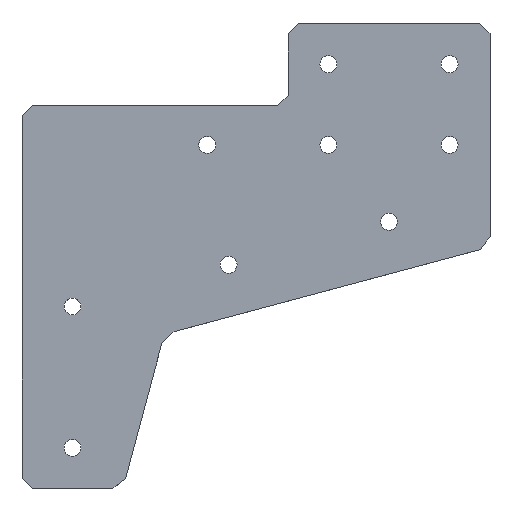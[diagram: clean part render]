
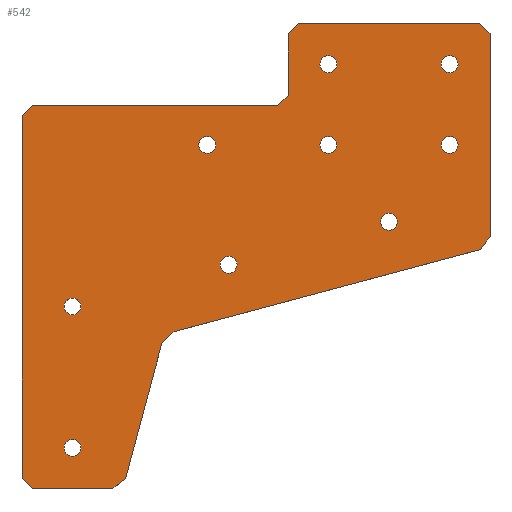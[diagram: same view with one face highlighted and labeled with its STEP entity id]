
A CAD part, top view. The second image highlights one B-rep face of the part: STEP entity #542.
In plain terms, the highlighted planar face has unit normal (0, 0, 1).
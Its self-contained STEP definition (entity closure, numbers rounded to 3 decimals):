
#15=FACE_BOUND('',#82,.T.);
#16=FACE_BOUND('',#83,.T.);
#17=FACE_BOUND('',#84,.T.);
#18=FACE_BOUND('',#85,.T.);
#19=FACE_BOUND('',#86,.T.);
#20=FACE_BOUND('',#87,.T.);
#21=FACE_BOUND('',#88,.T.);
#22=FACE_BOUND('',#89,.T.);
#23=FACE_BOUND('',#90,.T.);
#35=PLANE('',#585);
#54=FACE_OUTER_BOUND('',#81,.T.);
#81=EDGE_LOOP('',(#392,#393,#394,#395,#396,#397,#398,#399,#400,#401,#402,
#403,#404,#405,#406,#407));
#82=EDGE_LOOP('',(#408));
#83=EDGE_LOOP('',(#409));
#84=EDGE_LOOP('',(#410));
#85=EDGE_LOOP('',(#411));
#86=EDGE_LOOP('',(#412));
#87=EDGE_LOOP('',(#413));
#88=EDGE_LOOP('',(#414));
#89=EDGE_LOOP('',(#415));
#90=EDGE_LOOP('',(#416));
#124=LINE('',#784,#181);
#128=LINE('',#792,#185);
#131=LINE('',#798,#188);
#132=LINE('',#800,#189);
#133=LINE('',#802,#190);
#134=LINE('',#804,#191);
#135=LINE('',#806,#192);
#136=LINE('',#808,#193);
#137=LINE('',#810,#194);
#138=LINE('',#812,#195);
#139=LINE('',#814,#196);
#140=LINE('',#816,#197);
#141=LINE('',#818,#198);
#142=LINE('',#820,#199);
#143=LINE('',#822,#200);
#144=LINE('',#823,#201);
#181=VECTOR('',#636,10.);
#185=VECTOR('',#642,10.);
#188=VECTOR('',#647,10.);
#189=VECTOR('',#648,10.);
#190=VECTOR('',#649,10.);
#191=VECTOR('',#650,10.);
#192=VECTOR('',#651,10.);
#193=VECTOR('',#652,10.);
#194=VECTOR('',#653,10.);
#195=VECTOR('',#654,10.);
#196=VECTOR('',#655,10.);
#197=VECTOR('',#656,10.);
#198=VECTOR('',#657,10.);
#199=VECTOR('',#658,10.);
#200=VECTOR('',#659,10.);
#201=VECTOR('',#660,10.);
#237=CIRCLE('',#581,2.1);
#239=CIRCLE('',#586,2.1);
#240=CIRCLE('',#587,2.1);
#241=CIRCLE('',#588,2.1);
#242=CIRCLE('',#589,2.1);
#243=CIRCLE('',#590,2.1);
#244=CIRCLE('',#591,2.1);
#245=CIRCLE('',#592,2.1);
#246=CIRCLE('',#593,2.1);
#255=VERTEX_POINT('',#776);
#257=VERTEX_POINT('',#782);
#258=VERTEX_POINT('',#783);
#261=VERTEX_POINT('',#791);
#263=VERTEX_POINT('',#797);
#264=VERTEX_POINT('',#799);
#265=VERTEX_POINT('',#801);
#266=VERTEX_POINT('',#803);
#267=VERTEX_POINT('',#805);
#268=VERTEX_POINT('',#807);
#269=VERTEX_POINT('',#809);
#270=VERTEX_POINT('',#811);
#271=VERTEX_POINT('',#813);
#272=VERTEX_POINT('',#815);
#273=VERTEX_POINT('',#817);
#274=VERTEX_POINT('',#819);
#275=VERTEX_POINT('',#821);
#276=VERTEX_POINT('',#824);
#277=VERTEX_POINT('',#826);
#278=VERTEX_POINT('',#828);
#279=VERTEX_POINT('',#830);
#280=VERTEX_POINT('',#832);
#281=VERTEX_POINT('',#834);
#282=VERTEX_POINT('',#836);
#283=VERTEX_POINT('',#838);
#305=EDGE_CURVE('',#255,#255,#237,.T.);
#308=EDGE_CURVE('',#257,#258,#124,.T.);
#312=EDGE_CURVE('',#261,#258,#128,.T.);
#315=EDGE_CURVE('',#257,#263,#131,.T.);
#316=EDGE_CURVE('',#264,#263,#132,.T.);
#317=EDGE_CURVE('',#264,#265,#133,.T.);
#318=EDGE_CURVE('',#266,#265,#134,.T.);
#319=EDGE_CURVE('',#266,#267,#135,.T.);
#320=EDGE_CURVE('',#268,#267,#136,.T.);
#321=EDGE_CURVE('',#268,#269,#137,.T.);
#322=EDGE_CURVE('',#270,#269,#138,.T.);
#323=EDGE_CURVE('',#270,#271,#139,.T.);
#324=EDGE_CURVE('',#272,#271,#140,.T.);
#325=EDGE_CURVE('',#272,#273,#141,.T.);
#326=EDGE_CURVE('',#274,#273,#142,.T.);
#327=EDGE_CURVE('',#274,#275,#143,.T.);
#328=EDGE_CURVE('',#261,#275,#144,.T.);
#329=EDGE_CURVE('',#276,#276,#239,.T.);
#330=EDGE_CURVE('',#277,#277,#240,.T.);
#331=EDGE_CURVE('',#278,#278,#241,.T.);
#332=EDGE_CURVE('',#279,#279,#242,.T.);
#333=EDGE_CURVE('',#280,#280,#243,.T.);
#334=EDGE_CURVE('',#281,#281,#244,.T.);
#335=EDGE_CURVE('',#282,#282,#245,.T.);
#336=EDGE_CURVE('',#283,#283,#246,.T.);
#392=ORIENTED_EDGE('',*,*,#308,.F.);
#393=ORIENTED_EDGE('',*,*,#315,.T.);
#394=ORIENTED_EDGE('',*,*,#316,.F.);
#395=ORIENTED_EDGE('',*,*,#317,.T.);
#396=ORIENTED_EDGE('',*,*,#318,.F.);
#397=ORIENTED_EDGE('',*,*,#319,.T.);
#398=ORIENTED_EDGE('',*,*,#320,.F.);
#399=ORIENTED_EDGE('',*,*,#321,.T.);
#400=ORIENTED_EDGE('',*,*,#322,.F.);
#401=ORIENTED_EDGE('',*,*,#323,.T.);
#402=ORIENTED_EDGE('',*,*,#324,.F.);
#403=ORIENTED_EDGE('',*,*,#325,.T.);
#404=ORIENTED_EDGE('',*,*,#326,.F.);
#405=ORIENTED_EDGE('',*,*,#327,.T.);
#406=ORIENTED_EDGE('',*,*,#328,.F.);
#407=ORIENTED_EDGE('',*,*,#312,.T.);
#408=ORIENTED_EDGE('',*,*,#305,.T.);
#409=ORIENTED_EDGE('',*,*,#329,.T.);
#410=ORIENTED_EDGE('',*,*,#330,.T.);
#411=ORIENTED_EDGE('',*,*,#331,.T.);
#412=ORIENTED_EDGE('',*,*,#332,.T.);
#413=ORIENTED_EDGE('',*,*,#333,.T.);
#414=ORIENTED_EDGE('',*,*,#334,.T.);
#415=ORIENTED_EDGE('',*,*,#335,.T.);
#416=ORIENTED_EDGE('',*,*,#336,.T.);
#542=ADVANCED_FACE('',(#54,#15,#16,#17,#18,#19,#20,#21,#22,#23),#35,.T.);
#581=AXIS2_PLACEMENT_3D('',#777,#629,#630);
#585=AXIS2_PLACEMENT_3D('',#796,#645,#646);
#586=AXIS2_PLACEMENT_3D('',#825,#661,#662);
#587=AXIS2_PLACEMENT_3D('',#827,#663,#664);
#588=AXIS2_PLACEMENT_3D('',#829,#665,#666);
#589=AXIS2_PLACEMENT_3D('',#831,#667,#668);
#590=AXIS2_PLACEMENT_3D('',#833,#669,#670);
#591=AXIS2_PLACEMENT_3D('',#835,#671,#672);
#592=AXIS2_PLACEMENT_3D('',#837,#673,#674);
#593=AXIS2_PLACEMENT_3D('',#839,#675,#676);
#629=DIRECTION('center_axis',(0.,0.,-1.));
#630=DIRECTION('ref_axis',(1.,0.,0.));
#636=DIRECTION('',(0.707,0.707,0.));
#642=DIRECTION('',(-1.,0.,0.));
#645=DIRECTION('center_axis',(0.,0.,1.));
#646=DIRECTION('ref_axis',(1.,0.,0.));
#647=DIRECTION('',(0.,-1.,0.));
#648=DIRECTION('',(-0.707,0.707,0.));
#649=DIRECTION('',(1.,0.,0.));
#650=DIRECTION('',(-0.793,-0.609,0.));
#651=DIRECTION('',(0.259,0.966,0.));
#652=DIRECTION('',(-0.707,-0.707,0.));
#653=DIRECTION('',(0.966,0.259,0.));
#654=DIRECTION('',(-0.609,-0.793,0.));
#655=DIRECTION('',(0.,1.,0.));
#656=DIRECTION('',(0.707,-0.707,0.));
#657=DIRECTION('',(-1.,0.,0.));
#658=DIRECTION('',(0.707,0.707,0.));
#659=DIRECTION('',(0.,-1.,0.));
#660=DIRECTION('',(0.707,0.707,0.));
#661=DIRECTION('center_axis',(0.,0.,-1.));
#662=DIRECTION('ref_axis',(1.,0.,0.));
#663=DIRECTION('center_axis',(0.,0.,-1.));
#664=DIRECTION('ref_axis',(1.,0.,0.));
#665=DIRECTION('center_axis',(0.,0.,-1.));
#666=DIRECTION('ref_axis',(1.,0.,0.));
#667=DIRECTION('center_axis',(0.,0.,-1.));
#668=DIRECTION('ref_axis',(1.,0.,0.));
#669=DIRECTION('center_axis',(0.,0.,-1.));
#670=DIRECTION('ref_axis',(1.,0.,0.));
#671=DIRECTION('center_axis',(0.,0.,-1.));
#672=DIRECTION('ref_axis',(1.,0.,0.));
#673=DIRECTION('center_axis',(0.,0.,-1.));
#674=DIRECTION('ref_axis',(1.,0.,0.));
#675=DIRECTION('center_axis',(0.,0.,-1.));
#676=DIRECTION('ref_axis',(1.,0.,0.));
#776=CARTESIAN_POINT('',(95.763,18.398,677.5));
#777=CARTESIAN_POINT('Origin',(97.863,18.398,677.5));
#782=CARTESIAN_POINT('',(52.,25.65,677.5));
#783=CARTESIAN_POINT('',(54.5,28.15,677.5));
#784=CARTESIAN_POINT('',(63.42,37.07,677.5));
#791=CARTESIAN_POINT('',(115.363,28.15,677.5));
#792=CARTESIAN_POINT('',(117.863,28.15,677.5));
#796=CARTESIAN_POINT('Origin',(109.932,-9.102,677.5));
#797=CARTESIAN_POINT('',(52.,-64.102,677.5));
#798=CARTESIAN_POINT('',(52.,8.15,677.5));
#799=CARTESIAN_POINT('',(54.5,-66.602,677.5));
#800=CARTESIAN_POINT('',(53.358,-65.46,677.5));
#801=CARTESIAN_POINT('',(74.5,-66.602,677.5));
#802=CARTESIAN_POINT('',(52.,-66.602,677.5));
#803=CARTESIAN_POINT('',(77.647,-64.187,677.5));
#804=CARTESIAN_POINT('',(100.322,-46.788,677.5));
#805=CARTESIAN_POINT('',(86.574,-30.873,677.5));
#806=CARTESIAN_POINT('',(77.,-66.602,677.5));
#807=CARTESIAN_POINT('',(89.635,-27.811,677.5));
#808=CARTESIAN_POINT('',(98.621,-18.825,677.5));
#809=CARTESIAN_POINT('',(165.448,-7.497,677.5));
#810=CARTESIAN_POINT('',(167.863,-6.85,677.5));
#811=CARTESIAN_POINT('',(167.863,-4.35,677.5));
#812=CARTESIAN_POINT('',(155.377,-20.622,677.5));
#813=CARTESIAN_POINT('',(167.863,45.898,677.5));
#814=CARTESIAN_POINT('',(167.863,-6.85,677.5));
#815=CARTESIAN_POINT('',(165.363,48.398,677.5));
#816=CARTESIAN_POINT('',(166.505,47.256,677.5));
#817=CARTESIAN_POINT('',(120.363,48.398,677.5));
#818=CARTESIAN_POINT('',(72.,48.398,677.5));
#819=CARTESIAN_POINT('',(117.863,45.898,677.5));
#820=CARTESIAN_POINT('',(102.755,30.79,677.5));
#821=CARTESIAN_POINT('',(117.863,30.65,677.5));
#822=CARTESIAN_POINT('',(117.863,48.398,677.5));
#823=CARTESIAN_POINT('',(110.317,23.104,677.5));
#824=CARTESIAN_POINT('',(155.763,38.398,677.5));
#825=CARTESIAN_POINT('Origin',(157.863,38.398,677.5));
#826=CARTESIAN_POINT('',(101.037,-11.252,677.5));
#827=CARTESIAN_POINT('Origin',(103.137,-11.252,677.5));
#828=CARTESIAN_POINT('',(140.763,-0.608,677.5));
#829=CARTESIAN_POINT('Origin',(142.863,-0.608,677.5));
#830=CARTESIAN_POINT('',(62.4,-56.602,677.5));
#831=CARTESIAN_POINT('Origin',(64.5,-56.602,677.5));
#832=CARTESIAN_POINT('',(62.4,-21.605,677.5));
#833=CARTESIAN_POINT('Origin',(64.5,-21.605,677.5));
#834=CARTESIAN_POINT('',(125.763,18.398,677.5));
#835=CARTESIAN_POINT('Origin',(127.863,18.398,677.5));
#836=CARTESIAN_POINT('',(125.763,38.398,677.5));
#837=CARTESIAN_POINT('Origin',(127.863,38.398,677.5));
#838=CARTESIAN_POINT('',(155.763,18.398,677.5));
#839=CARTESIAN_POINT('Origin',(157.863,18.398,677.5));
